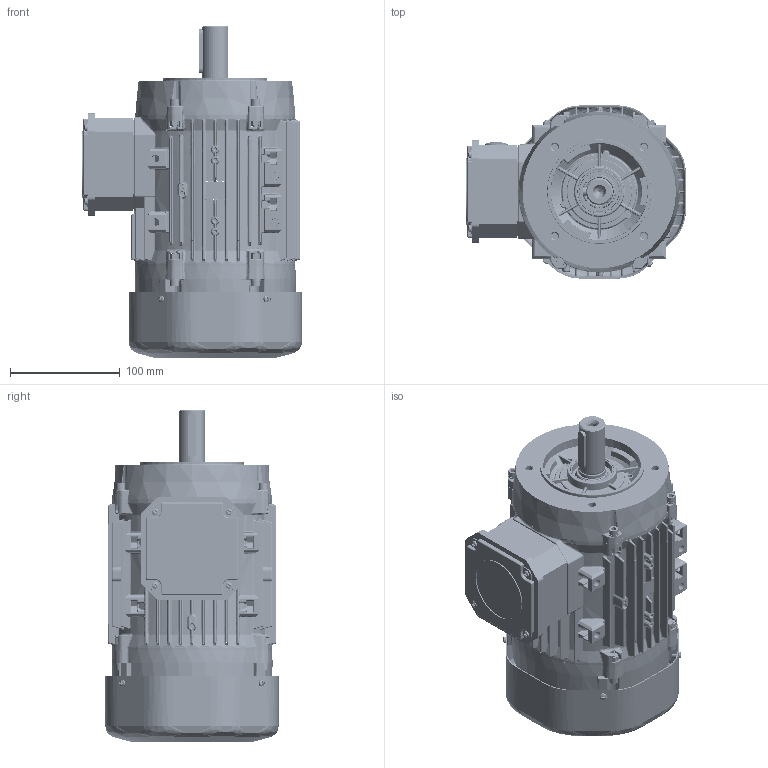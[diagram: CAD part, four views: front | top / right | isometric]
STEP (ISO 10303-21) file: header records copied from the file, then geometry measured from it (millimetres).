
FILE_DESCRIPTION(/* description */ (''),/* implementation_level */ '2;1');
FILE_NAME(/* name */ '6431456xx_AB.stp',/* time_stamp */ '2017-11-06T16:56:09+03:00',/* author */ (''),/* organization */ (''),/* preprocessor_version */ 'ST-DEVELOPER v15',/* originating_system */ 'SIEMENS PLM Software NX 9.0',/* authorisation */ '');
FILE_SCHEMA (('AUTOMOTIVE_DESIGN { 1 0 10303 214 3 1 1 1 }'));
Products named in the file (1): Ar311A3C0609zsgg
Bounding box: 200.5 x 158 x 303 mm (x, y, z)
Surface area: 405187.2 mm2 (no closed solid volume)
Topology: 0 solids, 81 shells, 6712 faces, 17650 edges, 10377 vertices
Faces by surface type: bspline 2220, cylinder 2097, plane 1285, sphere 451, cone 350, torus 309
Full cylindrical faces by diameter (mm): 3 x3, 3.5 x1, 3.95 x3, 3.985 x2, 4.22 x2, 4.6 x3, 6.8 x5, 8 x1, 8.4 x1, 9.3 x4, 19.1 x1, 19.2 x1, 19.55 x1, 20.2 x1, 23.6 x1, 24 x1, 25 x1, 40 x1, 57.4 x1, 61 x1, 95 x1
Entity records: 246884 total; most frequent: CARTESIAN_POINT 97670, ORIENTED_EDGE 31098, DIRECTION 29861, EDGE_CURVE 17099, AXIS2_PLACEMENT_3D 12343, VERTEX_POINT 10293, EDGE_LOOP 7022, CIRCLE 6725
